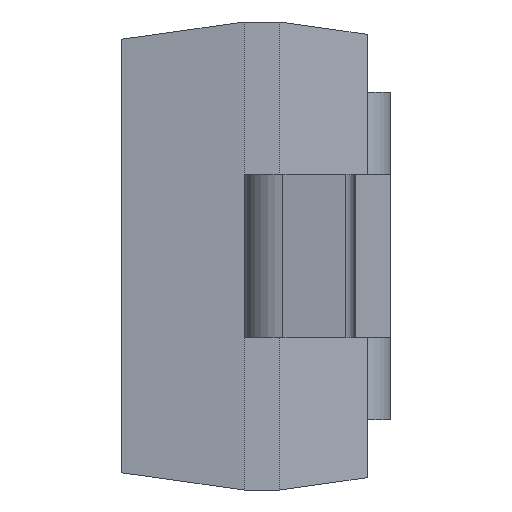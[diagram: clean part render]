
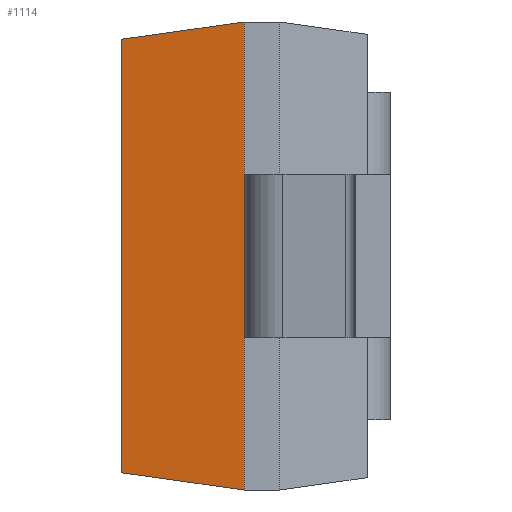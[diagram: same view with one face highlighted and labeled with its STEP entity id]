
A CAD part, left-side view. The second image highlights one B-rep face of the part: STEP entity #1114.
In plain terms, the highlighted planar face has unit normal (-0.99, 0.139, 0).
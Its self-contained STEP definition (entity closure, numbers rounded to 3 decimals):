
#2 = LINE ( 'NONE', #1295, #1285 ) ;
#7 = VERTEX_POINT ( 'NONE', #588 ) ;
#40 = FACE_OUTER_BOUND ( 'NONE', #1403, .T. ) ;
#58 = PLANE ( 'NONE',  #527 ) ;
#101 = ORIENTED_EDGE ( 'NONE', *, *, #864, .F. ) ;
#166 = CARTESIAN_POINT ( 'NONE',  ( -1.3, 0.625, -1. ) ) ;
#181 = DIRECTION ( 'NONE',  ( 0., 0., 1. ) ) ;
#202 = EDGE_CURVE ( 'NONE', #1354, #7, #1489, .T. ) ;
#319 = LINE ( 'NONE', #323, #1161 ) ;
#323 = CARTESIAN_POINT ( 'NONE',  ( -1.226, 1.15, 1. ) ) ;
#354 = CARTESIAN_POINT ( 'NONE',  ( -1.203, 1.316, 0.903 ) ) ;
#402 = CARTESIAN_POINT ( 'NONE',  ( -1.203, 1.316, -0.903 ) ) ;
#417 = VERTEX_POINT ( 'NONE', #1175 ) ;
#429 = VECTOR ( 'NONE', #1013, 1000. ) ;
#507 = ORIENTED_EDGE ( 'NONE', *, *, #989, .T. ) ;
#527 = AXIS2_PLACEMENT_3D ( 'NONE', #814, #1626, #697 ) ;
#531 = DIRECTION ( 'NONE',  ( -0.138, -0.981, -0.138 ) ) ;
#588 = CARTESIAN_POINT ( 'NONE',  ( -1.226, 1.15, 0.926 ) ) ;
#656 = EDGE_CURVE ( 'NONE', #417, #7, #319, .T. ) ;
#697 = DIRECTION ( 'NONE',  ( 0., 0., -1. ) ) ;
#735 = LINE ( 'NONE', #402, #1077 ) ;
#803 = ORIENTED_EDGE ( 'NONE', *, *, #656, .F. ) ;
#814 = CARTESIAN_POINT ( 'NONE',  ( -1.226, 1.15, 0. ) ) ;
#864 = EDGE_CURVE ( 'NONE', #1354, #1648, #2, .T. ) ;
#989 = EDGE_CURVE ( 'NONE', #417, #1648, #735, .T. ) ;
#1013 = DIRECTION ( 'NONE',  ( 0.138, 0.981, -0.138 ) ) ;
#1077 = VECTOR ( 'NONE', #531, 1000. ) ;
#1114 = ADVANCED_FACE ( 'NONE', ( #40 ), #58, .T. ) ;
#1161 = VECTOR ( 'NONE', #181, 1000. ) ;
#1164 = DIRECTION ( 'NONE',  ( 0., 0., -1. ) ) ;
#1175 = CARTESIAN_POINT ( 'NONE',  ( -1.226, 1.15, -0.926 ) ) ;
#1285 = VECTOR ( 'NONE', #1164, 1000. ) ;
#1295 = CARTESIAN_POINT ( 'NONE',  ( -1.3, 0.625, -1. ) ) ;
#1354 = VERTEX_POINT ( 'NONE', #1575 ) ;
#1403 = EDGE_LOOP ( 'NONE', ( #507, #101, #1545, #803 ) ) ;
#1489 = LINE ( 'NONE', #354, #429 ) ;
#1545 = ORIENTED_EDGE ( 'NONE', *, *, #202, .T. ) ;
#1575 = CARTESIAN_POINT ( 'NONE',  ( -1.3, 0.625, 1. ) ) ;
#1626 = DIRECTION ( 'NONE',  ( -0.99, 0.139, 0. ) ) ;
#1648 = VERTEX_POINT ( 'NONE', #166 ) ;
